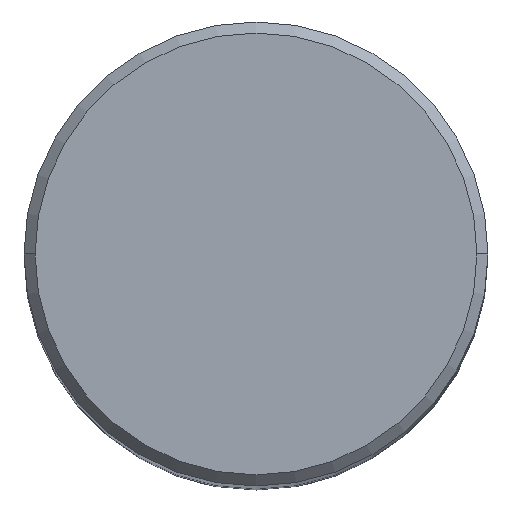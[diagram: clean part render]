
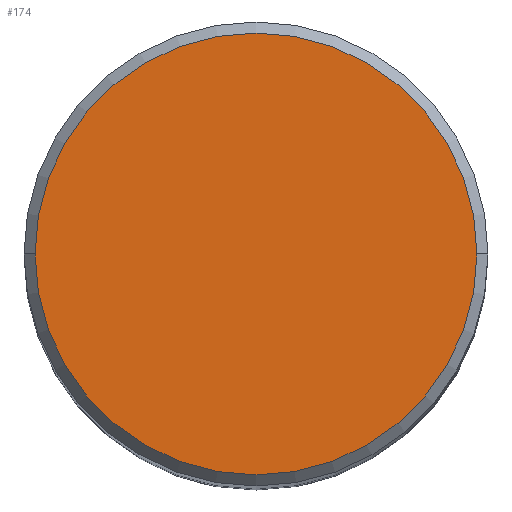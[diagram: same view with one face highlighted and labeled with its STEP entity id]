
A CAD part, top view. The second image highlights one B-rep face of the part: STEP entity #174.
In plain terms, the highlighted planar face has unit normal (0, 0, 1).
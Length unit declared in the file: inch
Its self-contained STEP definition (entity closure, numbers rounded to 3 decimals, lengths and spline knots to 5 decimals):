
#1 = EDGE_CURVE ( 'NONE', #104, #155, #159, .T. ) ;
#15 = DIRECTION ( 'NONE',  ( 0., 0., 1. ) ) ;
#30 = EDGE_LOOP ( 'NONE', ( #153, #281 ) ) ;
#64 = DIRECTION ( 'NONE',  ( 1., 0., 0. ) ) ;
#70 = DIRECTION ( 'NONE',  ( 1., 0., 0. ) ) ;
#98 = CARTESIAN_POINT ( 'NONE',  ( 0., 0., 3.62205 ) ) ;
#101 = DIRECTION ( 'NONE',  ( 0., 0., 1. ) ) ;
#104 = VERTEX_POINT ( 'NONE', #288 ) ;
#118 = CARTESIAN_POINT ( 'NONE',  ( -0.29996, 0., 3.62205 ) ) ;
#124 = AXIS2_PLACEMENT_3D ( 'NONE', #98, #246, #70 ) ;
#128 = CIRCLE ( 'NONE', #236, 0.29996 ) ;
#151 = CARTESIAN_POINT ( 'NONE',  ( 0., 0., 3.62205 ) ) ;
#153 = ORIENTED_EDGE ( 'NONE', *, *, #230, .T. ) ;
#155 = VERTEX_POINT ( 'NONE', #118 ) ;
#159 = CIRCLE ( 'NONE', #324, 0.29996 ) ;
#174 = ADVANCED_FACE ( 'NONE', ( #297 ), #194, .T. ) ;
#194 = PLANE ( 'NONE',  #124 ) ;
#230 = EDGE_CURVE ( 'NONE', #155, #104, #128, .T. ) ;
#234 = DIRECTION ( 'NONE',  ( 1., 0., 0. ) ) ;
#236 = AXIS2_PLACEMENT_3D ( 'NONE', #151, #101, #234 ) ;
#246 = DIRECTION ( 'NONE',  ( 0., 0., 1. ) ) ;
#281 = ORIENTED_EDGE ( 'NONE', *, *, #1, .T. ) ;
#288 = CARTESIAN_POINT ( 'NONE',  ( 0.29996, 0., 3.62205 ) ) ;
#294 = CARTESIAN_POINT ( 'NONE',  ( 0., 0., 3.62205 ) ) ;
#297 = FACE_OUTER_BOUND ( 'NONE', #30, .T. ) ;
#324 = AXIS2_PLACEMENT_3D ( 'NONE', #294, #15, #64 ) ;
